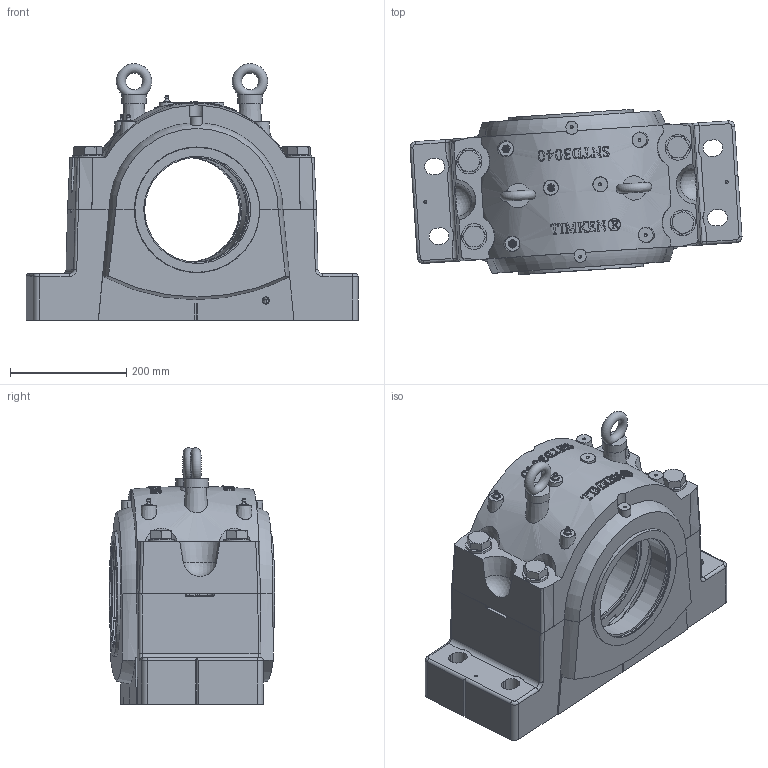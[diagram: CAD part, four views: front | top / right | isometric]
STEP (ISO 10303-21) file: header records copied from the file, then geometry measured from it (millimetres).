
FILE_DESCRIPTION(/* description */ (''),/* implementation_level */ '2;1');
FILE_NAME(/* name */ 'SNTD 3040+23040K+LO40.stp',/* time_stamp */ '2019-06-26T12:03:02+06:00',/* author */ ('narashi'),/* organization */ (''),/* preprocessor_version */ 'ST-DEVELOPER v16.13',/* originating_system */ 'Autodesk Inventor 2018',/* authorisation */ '');
FILE_SCHEMA (('AUTOMOTIVE_DESIGN { 1 0 10303 214 3 1 1 }'));
Products named in the file (15): SNTD 3040-LO40; SNTD3040; SNTD3040-1; SR340 X 10; L0 92; 23040KEMW33-TheTimkenCompany-06-25-2019; PRODUCT_NAME_1; PRODUCT_NAME_2; PRODUCT_NAME_3; PRODUCT_NAME_4; AS 1237 - 24 mm; ISO 4014 - M24 x 180; H3040-TheTimkenCompany-06-25-2019; grease fitting-1-4; 907245600pm1000_00.prt
Assembly tree (27 placements, depth 3):
  SNTD 3040-LO40
    SNTD3040
    SNTD3040-1
    SR340 X 10  x4
    L0 92  x2
    23040KEMW33-TheTimkenCompany-06-25-2019
      PRODUCT_NAME_1
      PRODUCT_NAME_2
      PRODUCT_NAME_3
      PRODUCT_NAME_4
    AS 1237 - 24 mm  x4
    ISO 4014 - M24 x 180  x4
    H3040-TheTimkenCompany-06-25-2019
    grease fitting-1-4  x3
    907245600pm1000_00.prt  x2
Bounding box: 571.32 x 284.59 x 441.48 mm (x, y, z)
Volume: 19968282.4 mm3; surface area: 2505337.9 mm2
Topology: 73 solids, 77 shells, 1948 faces, 5084 edges, 3350 vertices
Faces by surface type: plane 937, bspline 424, cylinder 342, cone 175, torus 58, sphere 12
Full cylindrical faces by diameter (mm): 1.623 x3, 4.92 x3, 5 x7, 6 x1, 6.922 x3, 8 x2, 10 x3, 12 x4, 12.5 x4, 17.5 x2, 20 x2, 20.522 x1, 21 x4, 21.522 x1, 24 x4, 26 x4, 26.5 x4, 33.25 x4, 42 x2, 44 x4, 180.04 x2, 184.4 x2, 187.6 x4, 200 x4, 215 x6, 229.5 x2, 236.24 x1, 251.508 x1, 274.8 x1, 306.654 x1
Entity records: 75814 total; most frequent: CARTESIAN_POINT 33765, ORIENTED_EDGE 9114, DIRECTION 7853, EDGE_CURVE 4560, VERTEX_POINT 3066, AXIS2_PLACEMENT_3D 2955, EDGE_LOOP 1992, LINE 1943
